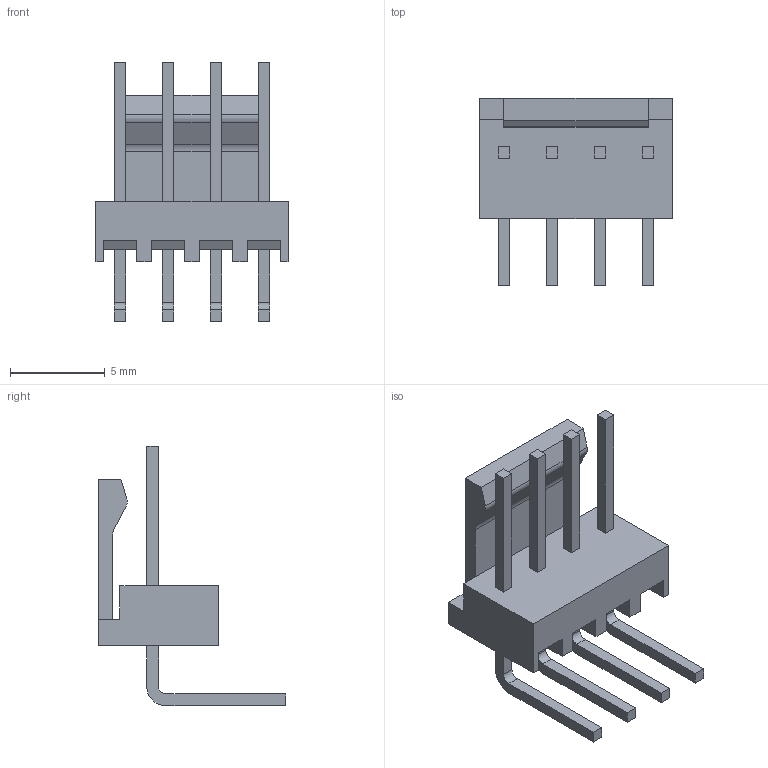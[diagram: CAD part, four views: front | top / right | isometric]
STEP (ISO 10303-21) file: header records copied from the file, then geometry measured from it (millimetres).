
FILE_DESCRIPTION((''),'2;1');
FILE_NAME('C-3-647630-4','2013-12-31T',('workeradm'),('Tyco Electronics Ltd.'),'PRO/ENGINEER BY PARAMETRIC TECHNOLOGY CORPORATION, 2013050','PRO/ENGINEER BY PARAMETRIC TECHNOLOGY CORPORATION, 2013050','');
FILE_SCHEMA(('AUTOMOTIVE_DESIGN { 1 0 10303 214 1 1 1 1 }'));
Length unit declared in the file: millimetre
Products named in the file (1): C-3-647630-4
Bounding box: 10.16 x 9.91 x 13.72 mm (x, y, z)
Volume: 228.9 mm3; surface area: 563.1 mm2
Topology: 1 solids, 1 shells, 96 faces, 258 edges, 172 vertices
Faces by surface type: plane 86, cylinder 10
Entity records: 3138 total; most frequent: CARTESIAN_POINT 528, ORIENTED_EDGE 516, DIRECTION 470, EDGE_CURVE 258, VECTOR 238, LINE 238, VERTEX_POINT 172, COLOUR_RGB 126
